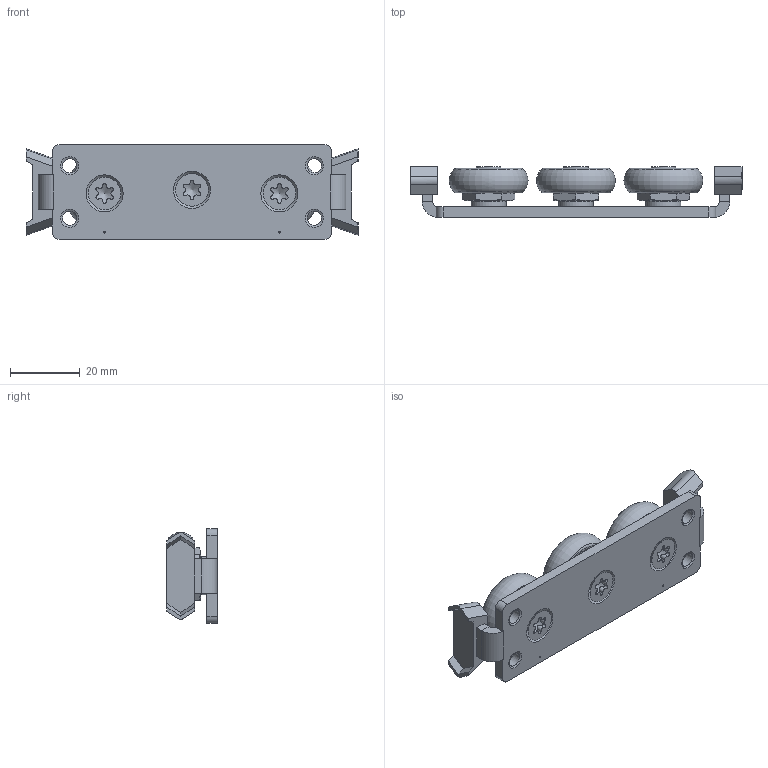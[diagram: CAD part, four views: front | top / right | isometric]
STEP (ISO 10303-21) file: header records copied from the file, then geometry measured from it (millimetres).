
FILE_DESCRIPTION((''),'2;1');
FILE_NAME('S-CB 30-21.2RS.AX.HY.stp','2021-03-22T08:42:09',('USpaeth'),(''),'Autodesk Inventor 2012','Autodesk Inventor 2012','');
FILE_SCHEMA(('AUTOMOTIVE_DESIGN { 1 0 10303 214 1 1 1 1 }'));
Length unit declared in the file: millimetre
Products named in the file (17): S-CB 30-21.2RS.AX.HY; # LL.S-CB 30-21; + SC M5x10 ISO 14581-8.8-GZ-TORX 25; + ABS X30.HY (OM); S-CBXE 22-30.2RS.HY; # S-CBXY 22-30.2RS.HY; 30 Lager-Rund; AR--CBRY 22-30; IR--CBRY 23-28H; DI.607.RS; GU.607.RS; ST.607.RS; Käfig J--CBRY 23-28H; K_3,9688_K; S-SRE 7-30; S-CBXS 22-30.2RS.HY; S-SRS 7-30
Assembly tree (31 placements, depth 6):
  S-CB 30-21.2RS.AX.HY
    # LL.S-CB 30-21
    + SC M5x10 ISO 14581-8.8-GZ-TORX 25  x3
    + ABS X30.HY (OM)  x2
    S-CBXE 22-30.2RS.HY
      # S-CBXY 22-30.2RS.HY
        30 Lager-Rund
          AR--CBRY 22-30
          IR--CBRY 23-28H
          DI.607.RS  x2
            GU.607.RS
            ST.607.RS
          Käfig J--CBRY 23-28H  x2
          K_3,9688_K  x9
      S-SRE 7-30
    S-CBXS 22-30.2RS.HY  x2
      # S-CBXY 22-30.2RS.HY
        30 Lager-Rund
          AR--CBRY 22-30
          IR--CBRY 23-28H
          DI.607.RS  x2
            GU.607.RS
            ST.607.RS
          Käfig J--CBRY 23-28H  x2
          K_3,9688_K  x9
      S-SRS 7-30
Bounding box: 95 x 14.51 x 27 mm (x, y, z)
Volume: 15834.7 mm3; surface area: 22525.5 mm2
Topology: 60 solids, 60 shells, 995 faces, 2583 edges, 1705 vertices
Faces by surface type: plane 295, torus 252, cylinder 220, sphere 123, cone 105
Full cylindrical faces by diameter (mm): 0.5 x50, 4.134 x6, 4.459 x1, 5 x6, 6.98 x3, 7 x3, 9.3 x3, 10 x6, 11.6 x6, 11.75 x6, 12.5 x6, 12.707 x12, 13.45 x6, 15.5 x6, 16.2 x6, 17 x6, 17.1 x6, 17.3 x12, 17.5 x6, 18 x6, 18.3 x6
Entity records: 9852 total; most frequent: CARTESIAN_POINT 2920, DIRECTION 1396, ORIENTED_EDGE 1184, AXIS2_PLACEMENT_3D 615, EDGE_CURVE 592, VERTEX_POINT 443, EDGE_LOOP 441, FACE_OUTER_BOUND 285
